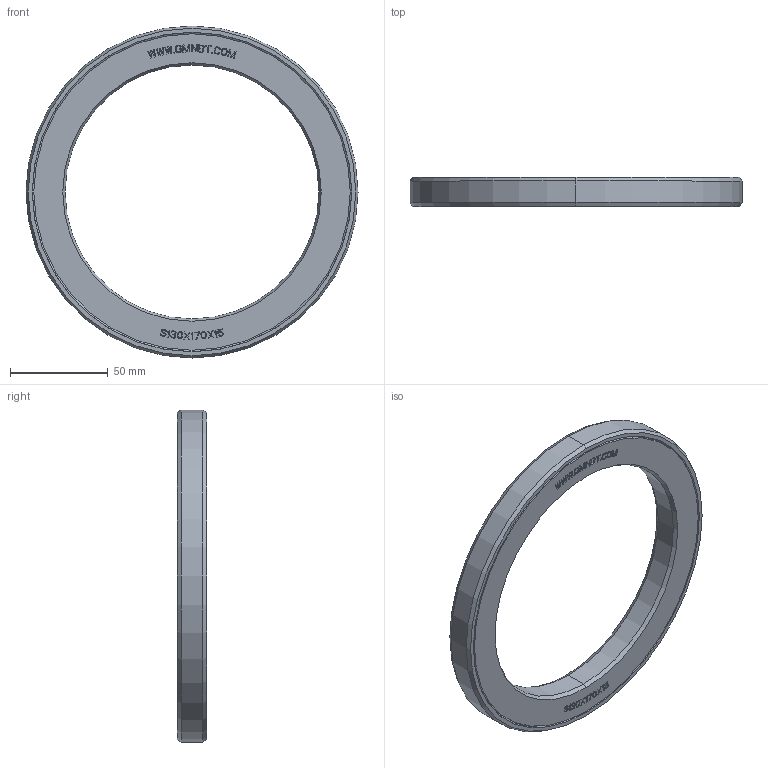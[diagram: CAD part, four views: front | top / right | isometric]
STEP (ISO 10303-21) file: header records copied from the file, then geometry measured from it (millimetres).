
FILE_DESCRIPTION((''),'2;1');
FILE_NAME('S130X170X15_PRT','2014-11-17T',('sales 4'),(''),'PRO/ENGINEER BY PARAMETRIC TECHNOLOGY CORPORATION, 2013150','PRO/ENGINEER BY PARAMETRIC TECHNOLOGY CORPORATION, 2013150','');
FILE_SCHEMA(('AUTOMOTIVE_DESIGN { 1 0 10303 214 1 1 1 1 }'));
Length unit declared in the file: millimetre
Products named in the file (1): S130X170X15_PRT
Bounding box: 170 x 15.07 x 170 mm (x, y, z)
Volume: 133248.9 mm3; surface area: 57973.9 mm2
Topology: 2 solids, 2 shells, 678 faces, 1847 edges, 1202 vertices
Faces by surface type: plane 582, cone 44, torus 40, cylinder 12
Entity records: 27259 total; most frequent: CARTESIAN_POINT 3729, ORIENTED_EDGE 3694, DIRECTION 3347, PRESENTATION_STYLE_ASSIGNMENT 1917, STYLED_ITEM 1849, CURVE_STYLE 1847, EDGE_CURVE 1847, VECTOR 1703
